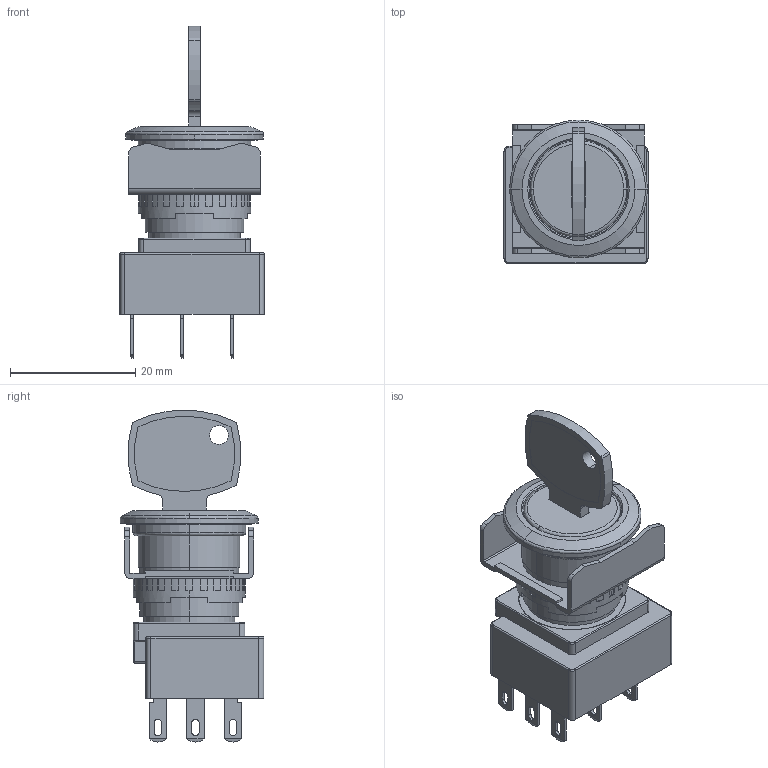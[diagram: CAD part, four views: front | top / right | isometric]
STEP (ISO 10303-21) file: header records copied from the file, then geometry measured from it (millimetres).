
FILE_DESCRIPTION (( 'STEP AP214' ), '1' );
FILE_NAME ('279_LB6(M)K-[2][3]$T[3][7]$.STEP', '2020-09-25T02:21:20', ( 'IDEC' ), ( 'IDEC' ), 'SwSTEP 2.0', 'SolidWorks 2019', '' );
FILE_SCHEMA (( 'AUTOMOTIVE_DESIGN' ));
Length unit declared in the file: millimetre
Products named in the file (5): LB-FL-NUT-SET; LB-KEY-SELECTOR-T; 279_LB6(M)K-[2][3]$T[3][7]$; LB-T3; LB-FL-S_K-BODY-M
Assembly tree (4 placements, depth 2):
  279_LB6(M)K-[2][3]$T[3][7]$
    LB-FL-S_K-BODY-M
    LB-KEY-SELECTOR-T
    LB-T3
    LB-FL-NUT-SET
Bounding box: 23 x 22.9 x 53 mm (x, y, z)
Volume: 9052.4 mm3; surface area: 7379.1 mm2
Topology: 4 solids, 4 shells, 478 faces, 1292 edges, 838 vertices
Faces by surface type: plane 267, cylinder 181, bspline 22, cone 8
Entity records: 16689 total; most frequent: CARTESIAN_POINT 3400, ORIENTED_EDGE 2572, DIRECTION 2567, EDGE_CURVE 1286, AXIS2_PLACEMENT_3D 884, VERTEX_POINT 838, VECTOR 799, LINE 799
